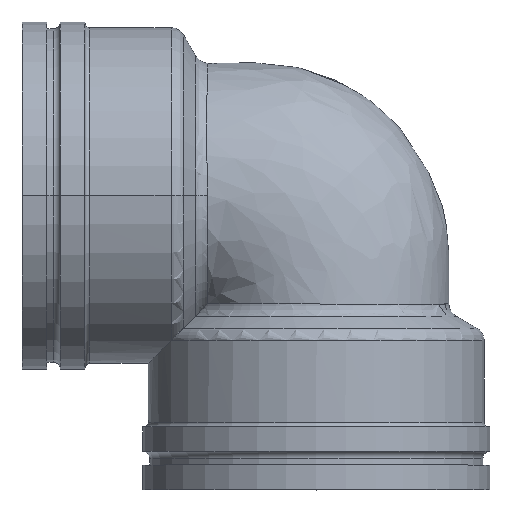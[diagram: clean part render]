
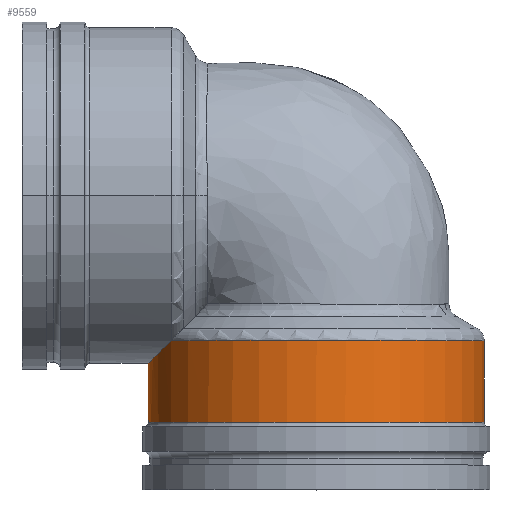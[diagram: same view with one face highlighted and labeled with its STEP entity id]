
A CAD part, top view. The second image highlights one B-rep face of the part: STEP entity #9559.
In plain terms, the highlighted cylindrical face has radius 29.4 mm (diameter 58.8 mm), a partial arc.
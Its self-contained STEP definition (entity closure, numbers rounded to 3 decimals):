
#1891 = CIRCLE ( 'NONE', #8542, 29.4 ) ;
#2513 = VERTEX_POINT ( 'NONE', #5292 ) ;
#2537 = VERTEX_POINT ( 'NONE', #8992 ) ;
#2538 = VERTEX_POINT ( 'NONE', #8993 ) ;
#2823 = LINE ( 'NONE', #2829, #6787 ) ;
#2824 = CARTESIAN_POINT ( 'NONE',  ( 51.51, -25.42, 0. ) ) ;
#2825 = DIRECTION ( 'NONE',  ( 0., -1., 0. ) ) ;
#2826 = DIRECTION ( 'NONE',  ( 1., 0., 0. ) ) ;
#2829 = CARTESIAN_POINT ( 'NONE',  ( 80.91, -51.51, 0. ) ) ;
#2830 = DIRECTION ( 'NONE',  ( 0., -1., 0. ) ) ;
#2831 = CARTESIAN_POINT ( 'NONE',  ( 22.11, -51.51, 0. ) ) ;
#2832 = CARTESIAN_POINT ( 'NONE',  ( 22.11, -29.4, 0. ) ) ;
#2834 = LINE ( 'NONE', #2831, #6790 ) ;
#2835 = CARTESIAN_POINT ( 'NONE',  ( 51.51, -39.71, 0. ) ) ;
#2836 = DIRECTION ( 'NONE',  ( 0., -1., 0. ) ) ;
#2837 = DIRECTION ( 'NONE',  ( 1., 0., 0. ) ) ;
#2839 = DIRECTION ( 'NONE',  ( 0., -1., 0. ) ) ;
#2842 = CARTESIAN_POINT ( 'NONE',  ( 22.11, -29.4, 5.219 ) ) ;
#2843 = CARTESIAN_POINT ( 'NONE',  ( 23.468, -28.042, 10.258 ) ) ;
#2844 = CARTESIAN_POINT ( 'NONE',  ( 26.09, -25.42, 14.771 ) ) ;
#3514 = DIRECTION ( 'NONE',  ( 0., -1., 0. ) ) ;
#3517 = FACE_OUTER_BOUND ( 'NONE', #6704, .T. ) ;
#3518 = CARTESIAN_POINT ( 'NONE',  ( 51.51, -51.51, 0. ) ) ;
#3520 = CYLINDRICAL_SURFACE ( 'NONE', #8663, 29.4 ) ;
#3521 = DIRECTION ( 'NONE',  ( 1., 0., 0. ) ) ;
#4032 =( BOUNDED_CURVE ( )  B_SPLINE_CURVE ( 3, ( #2832, #2842, #2843, #2844 ),
 .UNSPECIFIED., .F., .T. ) 
 B_SPLINE_CURVE_WITH_KNOTS ( ( 4, 4 ),
 ( 0., 0.526 ),
 .UNSPECIFIED. ) 
 CURVE ( )  GEOMETRIC_REPRESENTATION_ITEM ( )  RATIONAL_B_SPLINE_CURVE ( ( 1., 0.977, 0.977, 1. ) ) 
 REPRESENTATION_ITEM ( '' )  );
#5292 = CARTESIAN_POINT ( 'NONE',  ( 80.91, -39.71, 0. ) ) ;
#5979 = ORIENTED_EDGE ( 'NONE', *, *, #8861, .F. ) ;
#5980 = ORIENTED_EDGE ( 'NONE', *, *, #8858, .T. ) ;
#5981 = ORIENTED_EDGE ( 'NONE', *, *, #8856, .F. ) ;
#5982 = ORIENTED_EDGE ( 'NONE', *, *, #8854, .F. ) ;
#5983 = ORIENTED_EDGE ( 'NONE', *, *, #8851, .T. ) ;
#6704 = EDGE_LOOP ( 'NONE', ( #5979, #5980, #5981, #5982, #5983 ) ) ;
#6732 = VERTEX_POINT ( 'NONE', #9002 ) ;
#6749 = VERTEX_POINT ( 'NONE', #9034 ) ;
#6786 = CIRCLE ( 'NONE', #6789, 29.4 ) ;
#6787 = VECTOR ( 'NONE', #2830, 1000. ) ;
#6789 = AXIS2_PLACEMENT_3D ( 'NONE', #2835, #2836, #2837 ) ;
#6790 = VECTOR ( 'NONE', #2839, 1000. ) ;
#8542 = AXIS2_PLACEMENT_3D ( 'NONE', #2824, #2825, #2826 ) ;
#8663 = AXIS2_PLACEMENT_3D ( 'NONE', #3518, #3514, #3521 ) ;
#8851 = EDGE_CURVE ( 'NONE', #6749, #6732, #1891, .T. ) ;
#8854 = EDGE_CURVE ( 'NONE', #6749, #2513, #2823, .T. ) ;
#8856 = EDGE_CURVE ( 'NONE', #2513, #2537, #6786, .T. ) ;
#8858 = EDGE_CURVE ( 'NONE', #2538, #2537, #2834, .T. ) ;
#8861 = EDGE_CURVE ( 'NONE', #2538, #6732, #4032, .T. ) ;
#8992 = CARTESIAN_POINT ( 'NONE',  ( 22.11, -39.71, 0. ) ) ;
#8993 = CARTESIAN_POINT ( 'NONE',  ( 22.11, -29.4, 0. ) ) ;
#9002 = CARTESIAN_POINT ( 'NONE',  ( 26.09, -25.42, 14.771 ) ) ;
#9034 = CARTESIAN_POINT ( 'NONE',  ( 80.91, -25.42, 0. ) ) ;
#9559 = ADVANCED_FACE ( 'NONE', ( #3517 ), #3520, .T. ) ;
